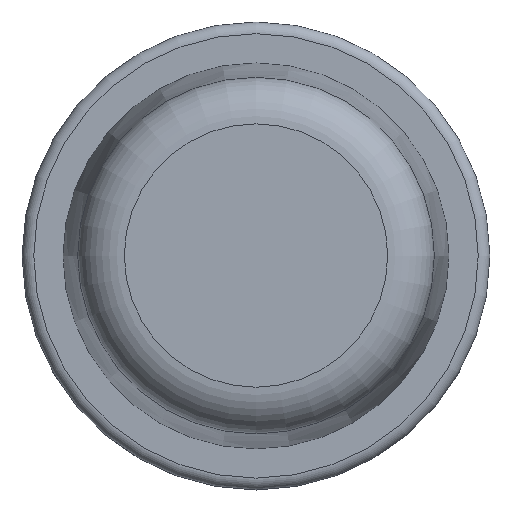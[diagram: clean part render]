
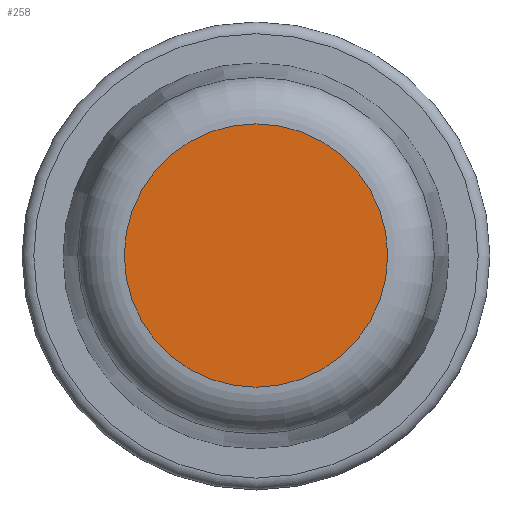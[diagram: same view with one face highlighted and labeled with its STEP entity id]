
A CAD part, top view. The second image highlights one B-rep face of the part: STEP entity #258.
In plain terms, the highlighted planar face has unit normal (0, 0, 1).
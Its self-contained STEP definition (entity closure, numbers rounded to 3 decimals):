
#35=PLANE('',#316);
#56=FACE_OUTER_BOUND('',#83,.T.);
#83=EDGE_LOOP('',(#230));
#121=CIRCLE('',#313,5.63);
#140=VERTEX_POINT('',#476);
#169=EDGE_CURVE('',#140,#140,#121,.T.);
#230=ORIENTED_EDGE('',*,*,#169,.F.);
#258=ADVANCED_FACE('',(#56),#35,.T.);
#313=AXIS2_PLACEMENT_3D('',#478,#403,#404);
#316=AXIS2_PLACEMENT_3D('',#483,#410,#411);
#403=DIRECTION('center_axis',(0.,0.,-1.));
#404=DIRECTION('ref_axis',(-1.,0.,0.));
#410=DIRECTION('center_axis',(0.,0.,1.));
#411=DIRECTION('ref_axis',(-1.,0.,0.));
#476=CARTESIAN_POINT('',(7.13,5.5,14.));
#478=CARTESIAN_POINT('Origin',(1.5,5.5,14.));
#483=CARTESIAN_POINT('Origin',(1.5,5.5,14.));
